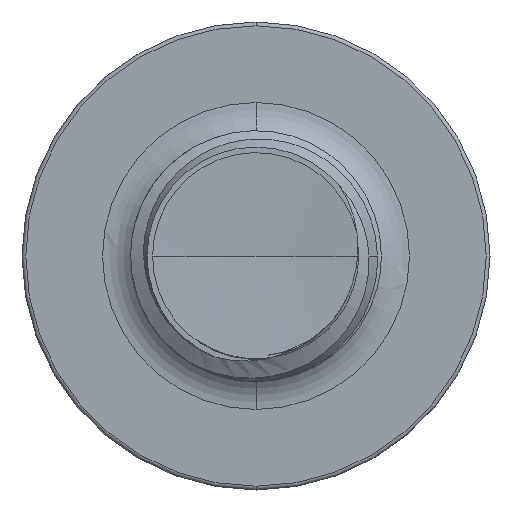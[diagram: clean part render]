
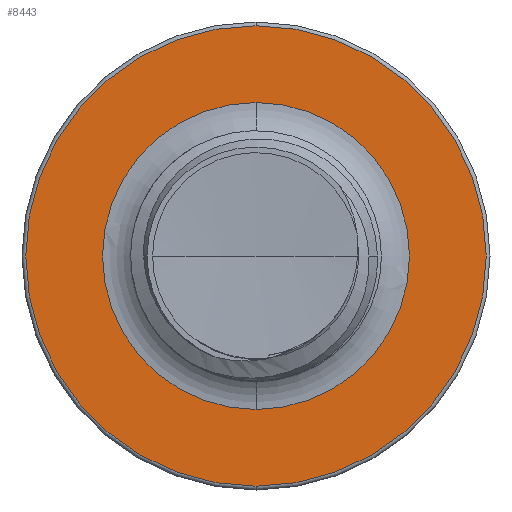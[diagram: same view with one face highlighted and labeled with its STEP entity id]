
A CAD part, front view. The second image highlights one B-rep face of the part: STEP entity #8443.
In plain terms, the highlighted planar face has unit normal (0, -1, 0).
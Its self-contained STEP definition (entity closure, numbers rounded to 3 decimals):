
#315 = VERTEX_POINT ( 'NONE', #9387 ) ;
#562 = ORIENTED_EDGE ( 'NONE', *, *, #6126, .F. ) ;
#996 = DIRECTION ( 'NONE',  ( 0., 0., -1. ) ) ;
#1085 = FACE_BOUND ( 'NONE', #10402, .T. ) ;
#1401 = DIRECTION ( 'NONE',  ( 0., -1., 0. ) ) ;
#1563 = EDGE_LOOP ( 'NONE', ( #2548, #21300 ) ) ;
#1970 = DIRECTION ( 'NONE',  ( 0., -1., 0. ) ) ;
#2548 = ORIENTED_EDGE ( 'NONE', *, *, #2655, .T. ) ;
#2655 = EDGE_CURVE ( 'NONE', #19488, #315, #18892, .T. ) ;
#2700 = CIRCLE ( 'NONE', #12010, 1.836 ) ;
#5247 = AXIS2_PLACEMENT_3D ( 'NONE', #11425, #1401, #13106 ) ;
#6126 = EDGE_CURVE ( 'NONE', #12862, #7247, #14888, .T. ) ;
#6346 = CARTESIAN_POINT ( 'NONE',  ( 0., 6.5, -1.836 ) ) ;
#7247 = VERTEX_POINT ( 'NONE', #19655 ) ;
#7834 = PLANE ( 'NONE',  #17775 ) ;
#8443 = ADVANCED_FACE ( 'NONE', ( #17350, #1085 ), #7834, .T. ) ;
#8479 = AXIS2_PLACEMENT_3D ( 'NONE', #21069, #11021, #996 ) ;
#9387 = CARTESIAN_POINT ( 'NONE',  ( 0., 6.5, 2.755 ) ) ;
#9462 = CARTESIAN_POINT ( 'NONE',  ( 0., 6.5, 0. ) ) ;
#9520 = DIRECTION ( 'NONE',  ( 0., 0., -1. ) ) ;
#10402 = EDGE_LOOP ( 'NONE', ( #562, #11363 ) ) ;
#11021 = DIRECTION ( 'NONE',  ( 0., -1., 0. ) ) ;
#11154 = DIRECTION ( 'NONE',  ( 0., 0., -1. ) ) ;
#11363 = ORIENTED_EDGE ( 'NONE', *, *, #20344, .F. ) ;
#11425 = CARTESIAN_POINT ( 'NONE',  ( 0., 6.5, 0. ) ) ;
#11997 = CARTESIAN_POINT ( 'NONE',  ( 0., 6.5, 0. ) ) ;
#12010 = AXIS2_PLACEMENT_3D ( 'NONE', #9462, #21195, #11154 ) ;
#12694 = CARTESIAN_POINT ( 'NONE',  ( 0., 6.5, 1.836 ) ) ;
#12862 = VERTEX_POINT ( 'NONE', #6346 ) ;
#13106 = DIRECTION ( 'NONE',  ( 0., 0., -1. ) ) ;
#13670 = DIRECTION ( 'NONE',  ( 0., 0., -1. ) ) ;
#14679 = EDGE_CURVE ( 'NONE', #315, #19488, #14897, .T. ) ;
#14888 = CIRCLE ( 'NONE', #8479, 1.836 ) ;
#14897 = CIRCLE ( 'NONE', #21290, 2.755 ) ;
#16224 = CARTESIAN_POINT ( 'NONE',  ( 0., 6.5, -2.755 ) ) ;
#17350 = FACE_OUTER_BOUND ( 'NONE', #1563, .T. ) ;
#17775 = AXIS2_PLACEMENT_3D ( 'NONE', #12694, #19569, #9520 ) ;
#18892 = CIRCLE ( 'NONE', #5247, 2.755 ) ;
#19488 = VERTEX_POINT ( 'NONE', #16224 ) ;
#19569 = DIRECTION ( 'NONE',  ( 0., -1., 0. ) ) ;
#19655 = CARTESIAN_POINT ( 'NONE',  ( 0., 6.5, 1.836 ) ) ;
#20344 = EDGE_CURVE ( 'NONE', #7247, #12862, #2700, .T. ) ;
#21069 = CARTESIAN_POINT ( 'NONE',  ( 0., 6.5, 0. ) ) ;
#21195 = DIRECTION ( 'NONE',  ( 0., -1., 0. ) ) ;
#21290 = AXIS2_PLACEMENT_3D ( 'NONE', #11997, #1970, #13670 ) ;
#21300 = ORIENTED_EDGE ( 'NONE', *, *, #14679, .T. ) ;
